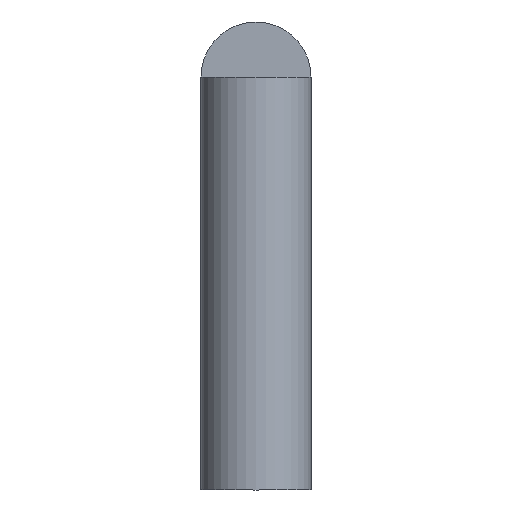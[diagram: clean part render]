
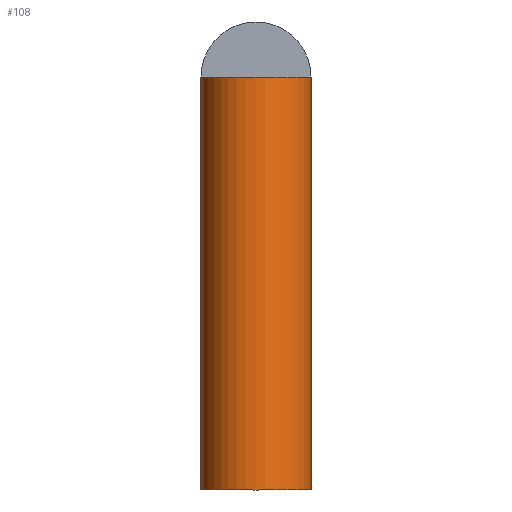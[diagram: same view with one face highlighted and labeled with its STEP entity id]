
A CAD part, front view. The second image highlights one B-rep face of the part: STEP entity #108.
In plain terms, the highlighted cylindrical face has radius 0.8 mm (diameter 1.6 mm), a full revolution.
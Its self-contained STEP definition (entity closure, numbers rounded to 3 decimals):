
#22 = VERTEX_POINT('',#23);
#23 = CARTESIAN_POINT('',(-0.8,-7.62,1.));
#24 = VERTEX_POINT('',#25);
#25 = CARTESIAN_POINT('',(0.8,-7.62,1.));
#47 = EDGE_CURVE('',#24,#22,#48,.T.);
#48 = CIRCLE('',#49,0.8);
#49 = AXIS2_PLACEMENT_3D('',#50,#51,#52);
#50 = CARTESIAN_POINT('',(0.,-7.62,1.));
#51 = DIRECTION('',(0.,0.,-1.));
#52 = DIRECTION('',(1.,0.,0.));
#70 = EDGE_CURVE('',#22,#24,#71,.T.);
#71 = ELLIPSE('',#72,1.131,0.8);
#72 = AXIS2_PLACEMENT_3D('',#73,#74,#75);
#73 = CARTESIAN_POINT('',(0.,-7.62,1.));
#74 = DIRECTION('',(0.,-0.707,-0.707));
#75 = DIRECTION('',(0.,-0.707,0.707));
#108 = ADVANCED_FACE('',(#109),#129,.T.);
#109 = FACE_BOUND('',#110,.T.);
#110 = EDGE_LOOP('',(#111,#119,#126,#127,#128));
#111 = ORIENTED_EDGE('',*,*,#112,.T.);
#112 = EDGE_CURVE('',#24,#113,#115,.T.);
#113 = VERTEX_POINT('',#114);
#114 = CARTESIAN_POINT('',(0.8,-7.62,-5.));
#115 = LINE('',#116,#117);
#116 = CARTESIAN_POINT('',(0.8,-7.62,1.));
#117 = VECTOR('',#118,1.);
#118 = DIRECTION('',(0.,0.,-1.));
#119 = ORIENTED_EDGE('',*,*,#120,.F.);
#120 = EDGE_CURVE('',#113,#113,#121,.T.);
#121 = CIRCLE('',#122,0.8);
#122 = AXIS2_PLACEMENT_3D('',#123,#124,#125);
#123 = CARTESIAN_POINT('',(0.,-7.62,-5.));
#124 = DIRECTION('',(0.,0.,-1.));
#125 = DIRECTION('',(1.,0.,0.));
#126 = ORIENTED_EDGE('',*,*,#112,.F.);
#127 = ORIENTED_EDGE('',*,*,#47,.T.);
#128 = ORIENTED_EDGE('',*,*,#70,.T.);
#129 = CYLINDRICAL_SURFACE('',#130,0.8);
#130 = AXIS2_PLACEMENT_3D('',#131,#132,#133);
#131 = CARTESIAN_POINT('',(0.,-7.62,1.));
#132 = DIRECTION('',(0.,0.,-1.));
#133 = DIRECTION('',(1.,0.,0.));
